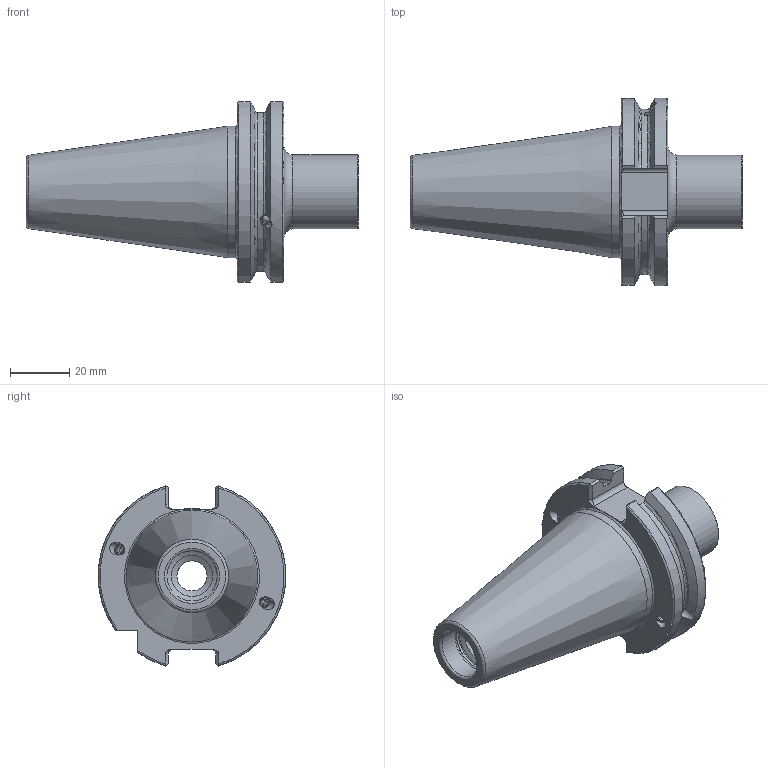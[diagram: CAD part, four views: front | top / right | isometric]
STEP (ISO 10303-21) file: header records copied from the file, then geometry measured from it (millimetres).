
FILE_DESCRIPTION (( 'STEP AP214' ), '1' );
FILE_NAME ('SB4.CA2.K01.044.STEP', '2021-01-15T14:49:26', ( '' ), ( '' ), 'SwSTEP 2.0', 'SolidWorks 2017', '' );
FILE_SCHEMA (( 'AUTOMOTIVE_DESIGN' ));
Length unit declared in the file: millimetre
Products named in the file (4): SK4-CA2.K01.044_B; ISO 4026 - M4 x 3_PreviewCfg; KVT_MB_600_040; SB4.CA2.K01.044
Assembly tree (5 placements, depth 2):
  SB4.CA2.K01.044
    SK4-CA2.K01.044_B
    KVT_MB_600_040  x2
    ISO 4026 - M4 x 3_PreviewCfg  x2
Bounding box: 112.35 x 63.5 x 60.94 mm (x, y, z)
Volume: 111279.4 mm3; surface area: 23552.5 mm2
Topology: 7 solids, 7 shells, 169 faces, 422 edges, 262 vertices
Faces by surface type: plane 57, cone 47, cylinder 41, torus 22, sphere 2
Full cylindrical faces by diameter (mm): 3 x2, 3.3 x4, 4 x8, 4.2 x2, 10.2 x1, 14 x2, 14.5 x1, 17 x1, 17.45 x1, 25 x1, 44.45 x1
Entity records: 4461 total; most frequent: CARTESIAN_POINT 1197, DIRECTION 615, ORIENTED_EDGE 586, EDGE_CURVE 293, AXIS2_PLACEMENT_3D 254, VERTEX_POINT 214, EDGE_LOOP 207, FACE_OUTER_BOUND 167
